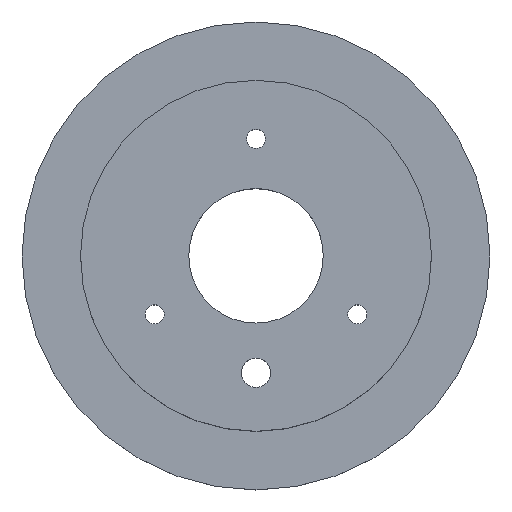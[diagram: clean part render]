
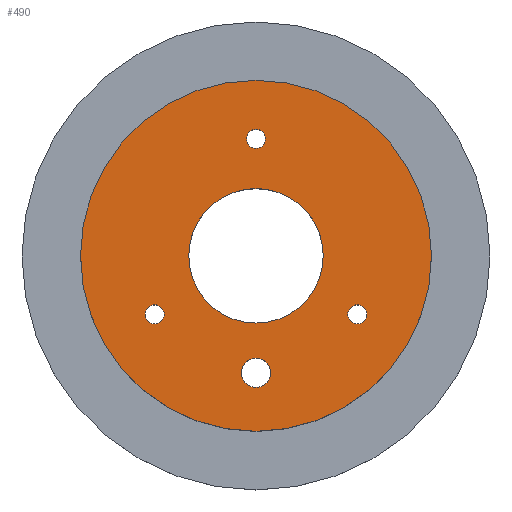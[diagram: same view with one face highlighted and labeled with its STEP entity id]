
A CAD part, top view. The second image highlights one B-rep face of the part: STEP entity #490.
In plain terms, the highlighted planar face has unit normal (0, 0, 1).
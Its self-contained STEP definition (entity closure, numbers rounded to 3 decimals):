
#1 = AXIS2_PLACEMENT_3D ( 'NONE', #144, #185, #8 ) ;
#6 = DIRECTION ( 'NONE',  ( 1., 0., 0. ) ) ;
#8 = DIRECTION ( 'NONE',  ( 1., 0., 0. ) ) ;
#10 = EDGE_LOOP ( 'NONE', ( #122, #484 ) ) ;
#19 = FACE_BOUND ( 'NONE', #528, .T. ) ;
#24 = EDGE_CURVE ( 'NONE', #207, #137, #567, .T. ) ;
#36 = DIRECTION ( 'NONE',  ( 1., 0., 0. ) ) ;
#46 = ORIENTED_EDGE ( 'NONE', *, *, #353, .F. ) ;
#47 = EDGE_CURVE ( 'NONE', #437, #533, #519, .T. ) ;
#49 = CIRCLE ( 'NONE', #72, 1.625 ) ;
#63 = FACE_BOUND ( 'NONE', #578, .T. ) ;
#72 = AXIS2_PLACEMENT_3D ( 'NONE', #246, #426, #142 ) ;
#79 = EDGE_LOOP ( 'NONE', ( #469, #532 ) ) ;
#81 = ORIENTED_EDGE ( 'NONE', *, *, #447, .F. ) ;
#96 = CARTESIAN_POINT ( 'NONE',  ( 0., -20., 21. ) ) ;
#99 = ORIENTED_EDGE ( 'NONE', *, *, #24, .T. ) ;
#101 = FACE_BOUND ( 'NONE', #10, .T. ) ;
#109 = CARTESIAN_POINT ( 'NONE',  ( 2.5, -20., 21. ) ) ;
#113 = DIRECTION ( 'NONE',  ( 1., 0., 0. ) ) ;
#114 = EDGE_CURVE ( 'NONE', #137, #207, #468, .T. ) ;
#116 = CARTESIAN_POINT ( 'NONE',  ( 1.625, 20., 21. ) ) ;
#121 = VERTEX_POINT ( 'NONE', #273 ) ;
#122 = ORIENTED_EDGE ( 'NONE', *, *, #378, .F. ) ;
#131 = DIRECTION ( 'NONE',  ( 1., 0., 0. ) ) ;
#137 = VERTEX_POINT ( 'NONE', #178 ) ;
#140 = DIRECTION ( 'NONE',  ( 0., 0., 1. ) ) ;
#141 = CIRCLE ( 'NONE', #262, 1.625 ) ;
#142 = DIRECTION ( 'NONE',  ( 1., 0., 0. ) ) ;
#144 = CARTESIAN_POINT ( 'NONE',  ( 0., 0., 21. ) ) ;
#148 = ORIENTED_EDGE ( 'NONE', *, *, #278, .F. ) ;
#149 = DIRECTION ( 'NONE',  ( 1., 0., 0. ) ) ;
#157 = CARTESIAN_POINT ( 'NONE',  ( 0., 0., 21. ) ) ;
#171 = EDGE_CURVE ( 'NONE', #461, #121, #141, .T. ) ;
#173 = AXIS2_PLACEMENT_3D ( 'NONE', #379, #140, #113 ) ;
#175 = CARTESIAN_POINT ( 'NONE',  ( 0., 0., 21. ) ) ;
#177 = EDGE_CURVE ( 'NONE', #121, #461, #553, .T. ) ;
#178 = CARTESIAN_POINT ( 'NONE',  ( 30., 0., 21. ) ) ;
#185 = DIRECTION ( 'NONE',  ( 0., 0., 1. ) ) ;
#187 = CARTESIAN_POINT ( 'NONE',  ( 0., 20., 21. ) ) ;
#191 = ORIENTED_EDGE ( 'NONE', *, *, #480, .F. ) ;
#197 = CARTESIAN_POINT ( 'NONE',  ( -2.5, -20., 21. ) ) ;
#207 = VERTEX_POINT ( 'NONE', #300 ) ;
#220 = CARTESIAN_POINT ( 'NONE',  ( 0., 0., 21. ) ) ;
#225 = EDGE_CURVE ( 'NONE', #496, #489, #313, .T. ) ;
#234 = DIRECTION ( 'NONE',  ( 1., 0., 0. ) ) ;
#237 = DIRECTION ( 'NONE',  ( 0., 0., 1. ) ) ;
#239 = CIRCLE ( 'NONE', #279, 2.5 ) ;
#240 = DIRECTION ( 'NONE',  ( 1., 0., 0. ) ) ;
#242 = DIRECTION ( 'NONE',  ( 0., 0., 1. ) ) ;
#243 = ORIENTED_EDGE ( 'NONE', *, *, #47, .F. ) ;
#246 = CARTESIAN_POINT ( 'NONE',  ( -17.321, -10., 21. ) ) ;
#259 = DIRECTION ( 'NONE',  ( 0., 0., 1. ) ) ;
#262 = AXIS2_PLACEMENT_3D ( 'NONE', #388, #419, #381 ) ;
#266 = DIRECTION ( 'NONE',  ( 0., 0., 1. ) ) ;
#273 = CARTESIAN_POINT ( 'NONE',  ( -1.625, 20., 21. ) ) ;
#274 = DIRECTION ( 'NONE',  ( 0., 0., 1. ) ) ;
#277 = AXIS2_PLACEMENT_3D ( 'NONE', #562, #259, #36 ) ;
#278 = EDGE_CURVE ( 'NONE', #387, #383, #49, .T. ) ;
#279 = AXIS2_PLACEMENT_3D ( 'NONE', #96, #415, #6 ) ;
#281 = VERTEX_POINT ( 'NONE', #430 ) ;
#295 = FACE_BOUND ( 'NONE', #79, .T. ) ;
#300 = CARTESIAN_POINT ( 'NONE',  ( -30., 0., 21. ) ) ;
#313 = CIRCLE ( 'NONE', #332, 2.5 ) ;
#321 = CARTESIAN_POINT ( 'NONE',  ( -18.946, -10., 21. ) ) ;
#324 = AXIS2_PLACEMENT_3D ( 'NONE', #157, #350, #524 ) ;
#332 = AXIS2_PLACEMENT_3D ( 'NONE', #473, #242, #234 ) ;
#334 = CARTESIAN_POINT ( 'NONE',  ( 15.696, -10., 21. ) ) ;
#344 = AXIS2_PLACEMENT_3D ( 'NONE', #175, #266, #131 ) ;
#350 = DIRECTION ( 'NONE',  ( 0., 0., 1. ) ) ;
#353 = EDGE_CURVE ( 'NONE', #581, #281, #356, .T. ) ;
#356 = CIRCLE ( 'NONE', #344, 11.5 ) ;
#363 = AXIS2_PLACEMENT_3D ( 'NONE', #220, #274, #408 ) ;
#371 = AXIS2_PLACEMENT_3D ( 'NONE', #548, #586, #240 ) ;
#376 = EDGE_LOOP ( 'NONE', ( #148, #81 ) ) ;
#378 = EDGE_CURVE ( 'NONE', #489, #496, #239, .T. ) ;
#379 = CARTESIAN_POINT ( 'NONE',  ( 0., 0., 21. ) ) ;
#381 = DIRECTION ( 'NONE',  ( 1., 0., 0. ) ) ;
#382 = CIRCLE ( 'NONE', #324, 11.5 ) ;
#383 = VERTEX_POINT ( 'NONE', #321 ) ;
#387 = VERTEX_POINT ( 'NONE', #493 ) ;
#388 = CARTESIAN_POINT ( 'NONE',  ( 0., 20., 21. ) ) ;
#408 = DIRECTION ( 'NONE',  ( 1., 0., 0. ) ) ;
#413 = CIRCLE ( 'NONE', #488, 1.625 ) ;
#415 = DIRECTION ( 'NONE',  ( 0., 0., 1. ) ) ;
#419 = DIRECTION ( 'NONE',  ( 0., 0., 1. ) ) ;
#426 = DIRECTION ( 'NONE',  ( 0., 0., 1. ) ) ;
#428 = FACE_OUTER_BOUND ( 'NONE', #455, .T. ) ;
#430 = CARTESIAN_POINT ( 'NONE',  ( 11.5, 0., 21. ) ) ;
#432 = FACE_BOUND ( 'NONE', #376, .T. ) ;
#434 = CIRCLE ( 'NONE', #371, 1.625 ) ;
#437 = VERTEX_POINT ( 'NONE', #460 ) ;
#447 = EDGE_CURVE ( 'NONE', #383, #387, #434, .T. ) ;
#449 = AXIS2_PLACEMENT_3D ( 'NONE', #187, #237, #568 ) ;
#455 = EDGE_LOOP ( 'NONE', ( #99, #537 ) ) ;
#460 = CARTESIAN_POINT ( 'NONE',  ( 18.946, -10., 21. ) ) ;
#461 = VERTEX_POINT ( 'NONE', #116 ) ;
#468 = CIRCLE ( 'NONE', #363, 30. ) ;
#469 = ORIENTED_EDGE ( 'NONE', *, *, #171, .F. ) ;
#473 = CARTESIAN_POINT ( 'NONE',  ( 0., -20., 21. ) ) ;
#475 = PLANE ( 'NONE',  #173 ) ;
#478 = ORIENTED_EDGE ( 'NONE', *, *, #529, .F. ) ;
#480 = EDGE_CURVE ( 'NONE', #533, #437, #413, .T. ) ;
#484 = ORIENTED_EDGE ( 'NONE', *, *, #225, .F. ) ;
#488 = AXIS2_PLACEMENT_3D ( 'NONE', #559, #551, #149 ) ;
#489 = VERTEX_POINT ( 'NONE', #109 ) ;
#490 = ADVANCED_FACE ( 'NONE', ( #295, #101, #432, #19, #63, #428 ), #475, .T. ) ;
#493 = CARTESIAN_POINT ( 'NONE',  ( -15.696, -10., 21. ) ) ;
#496 = VERTEX_POINT ( 'NONE', #197 ) ;
#509 = CARTESIAN_POINT ( 'NONE',  ( -11.5, 0., 21. ) ) ;
#519 = CIRCLE ( 'NONE', #277, 1.625 ) ;
#524 = DIRECTION ( 'NONE',  ( 1., 0., 0. ) ) ;
#528 = EDGE_LOOP ( 'NONE', ( #243, #191 ) ) ;
#529 = EDGE_CURVE ( 'NONE', #281, #581, #382, .T. ) ;
#532 = ORIENTED_EDGE ( 'NONE', *, *, #177, .F. ) ;
#533 = VERTEX_POINT ( 'NONE', #334 ) ;
#537 = ORIENTED_EDGE ( 'NONE', *, *, #114, .T. ) ;
#548 = CARTESIAN_POINT ( 'NONE',  ( -17.321, -10., 21. ) ) ;
#551 = DIRECTION ( 'NONE',  ( 0., 0., 1. ) ) ;
#553 = CIRCLE ( 'NONE', #449, 1.625 ) ;
#559 = CARTESIAN_POINT ( 'NONE',  ( 17.321, -10., 21. ) ) ;
#562 = CARTESIAN_POINT ( 'NONE',  ( 17.321, -10., 21. ) ) ;
#567 = CIRCLE ( 'NONE', #1, 30. ) ;
#568 = DIRECTION ( 'NONE',  ( 1., 0., 0. ) ) ;
#578 = EDGE_LOOP ( 'NONE', ( #478, #46 ) ) ;
#581 = VERTEX_POINT ( 'NONE', #509 ) ;
#586 = DIRECTION ( 'NONE',  ( 0., 0., 1. ) ) ;
